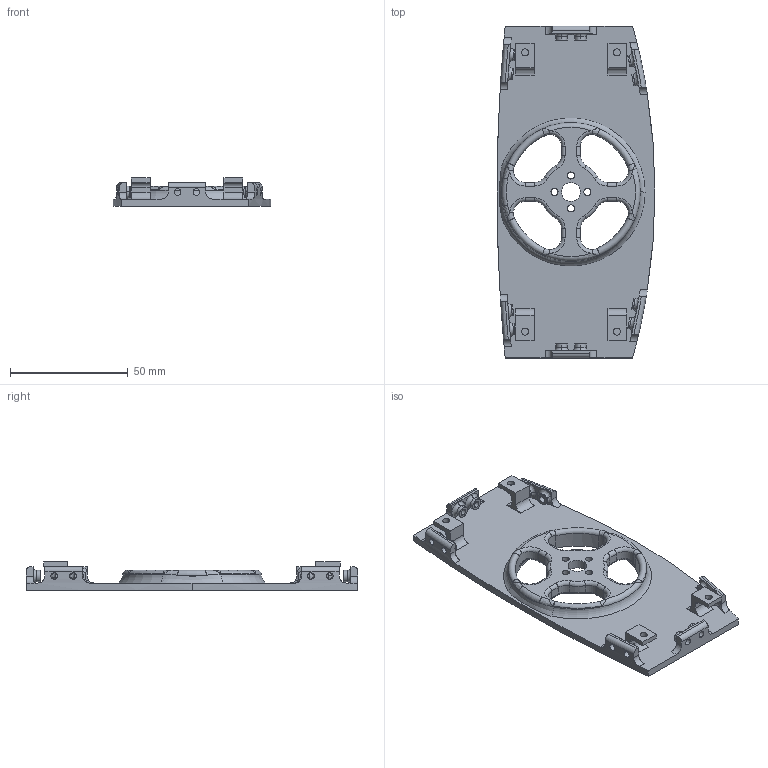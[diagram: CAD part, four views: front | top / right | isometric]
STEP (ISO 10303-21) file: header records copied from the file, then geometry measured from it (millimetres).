
FILE_DESCRIPTION (( 'STEP AP203' ), '1' );
FILE_NAME ('body_1.sldasm-Part-1_默认_sldprt.STEP', '2018-02-03T08:01:52', ( '' ), ( '' ), 'SwSTEP 2.0', 'SolidWorks 2014', '' );
FILE_SCHEMA (( 'CONFIG_CONTROL_DESIGN' ));
Length unit declared in the file: millimetre
Products named in the file (1): body_1.sldasm-Part-1_默认_sldprt
Bounding box: 67.15 x 141.2 x 12 mm (x, y, z)
Volume: 31951.8 mm3; surface area: 22680.8 mm2
Topology: 1 solids, 1 shells, 330 faces, 892 edges, 555 vertices
Faces by surface type: cylinder 149, plane 75, torus 65, bspline 41
Entity records: 15801 total; most frequent: CARTESIAN_POINT 7540, ORIENTED_EDGE 1768, DIRECTION 1702, EDGE_CURVE 884, AXIS2_PLACEMENT_3D 696, VERTEX_POINT 555, CIRCLE 406, EDGE_LOOP 379
